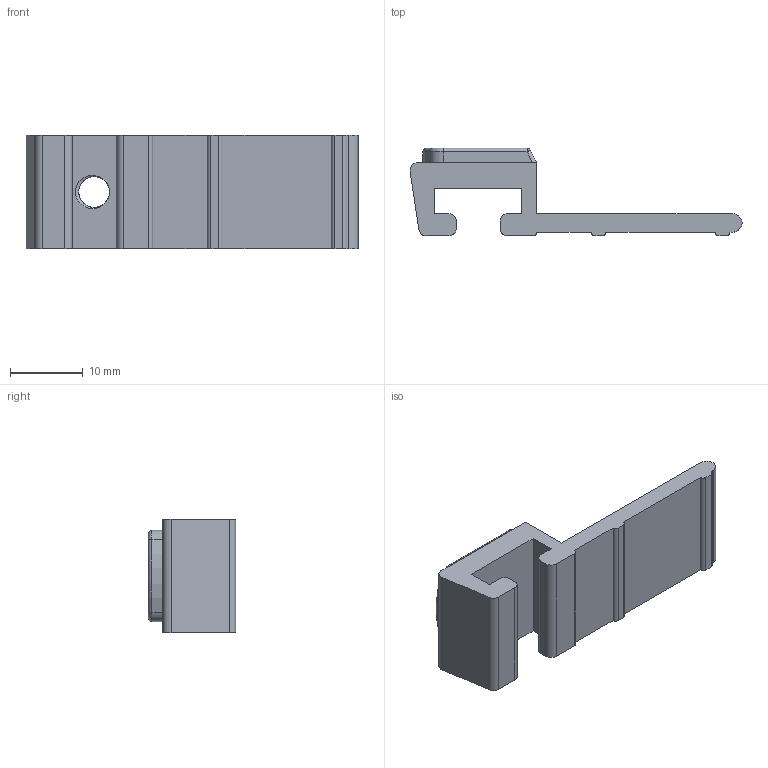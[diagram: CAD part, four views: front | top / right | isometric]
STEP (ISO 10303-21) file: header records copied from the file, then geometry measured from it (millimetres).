
FILE_DESCRIPTION(/* description */ ('','CAx-IF Rec.Pracs.---Representation and Presentation of Product Manufacturing Information (PMI)---4.0---2014-10-13'),/* implementation_level */ '2;1');
FILE_NAME(/* name */ 'Petite pice inox.step',/* time_stamp */ '2024-12-05T19:51:20+01:00',/* author */ (''),/* organization */ (''),/* preprocessor_version */ 'ST-DEVELOPER v20',/* originating_system */ 'Autodesk Translation Framework v13.20.0.188',/* authorisation */ '');
FILE_SCHEMA (('AP242_MANAGED_MODEL_BASED_3D_ENGINEERING_MIM_LF { 1 0 10303 442 1 1 4 }'));
Length unit declared in the file: millimetre
Products named in the file (1): Pièce baieV
Bounding box: 45.48 x 12 x 15.5 mm (x, y, z)
Volume: 3022.3 mm3; surface area: 2585.6 mm2
Topology: 1 solids, 1 shells, 71 faces, 195 edges, 126 vertices
Faces by surface type: cylinder 38, plane 26, torus 3, sphere 2, bspline 2
Full cylindrical faces by diameter (mm): 4.234 x4, 5.12 x3
Entity records: 3377 total; most frequent: CARTESIAN_POINT 1562, ORIENTED_EDGE 390, DIRECTION 354, EDGE_CURVE 195, VERTEX_POINT 126, AXIS2_PLACEMENT_3D 124, LINE 106, VECTOR 106
